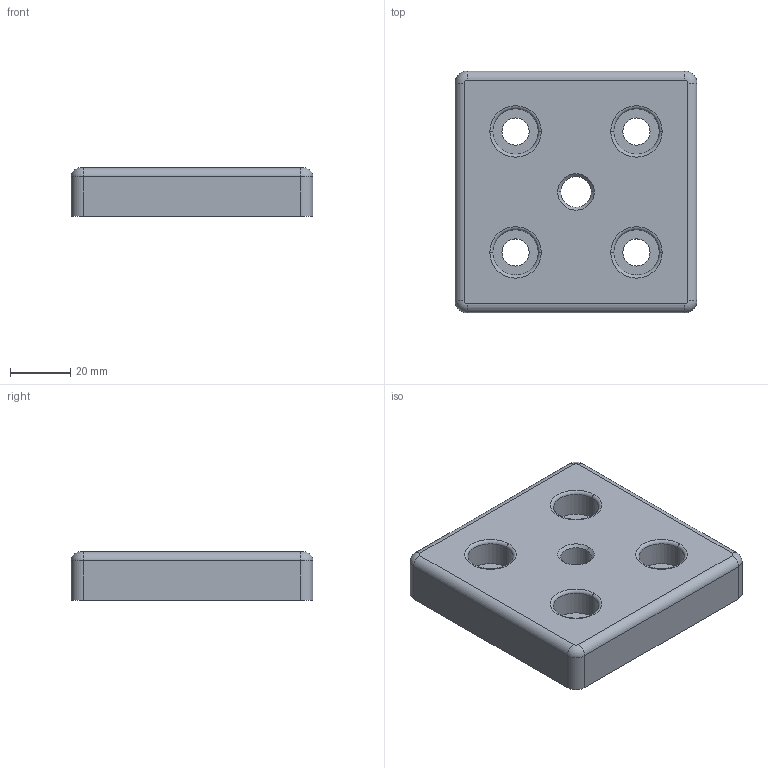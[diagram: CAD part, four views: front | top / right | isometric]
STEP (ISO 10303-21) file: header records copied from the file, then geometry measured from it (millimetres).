
FILE_DESCRIPTION (( 'STEP AP214' ), '1' );
FILE_NAME ('093t80801208s.STEP', '2014-08-20T08:22:22', ( '' ), ( '' ), 'SwSTEP 2.0', 'SolidWorks 2014', '' );
FILE_SCHEMA (( 'AUTOMOTIVE_DESIGN' ));
Length unit declared in the file: millimetre
Products named in the file (1): 093t80801208s
Bounding box: 80 x 80 x 16 mm (x, y, z)
Volume: 58949.5 mm3; surface area: 29164.6 mm2
Topology: 1 solids, 1 shells, 265 faces, 630 edges, 349 vertices
Faces by surface type: cylinder 131, plane 50, sphere 42, torus 32, bspline 8, cone 2
Entity records: 7747 total; most frequent: CARTESIAN_POINT 1680, DIRECTION 1413, ORIENTED_EDGE 1176, EDGE_CURVE 588, AXIS2_PLACEMENT_3D 586, VERTEX_POINT 337, CIRCLE 328, EDGE_LOOP 287
